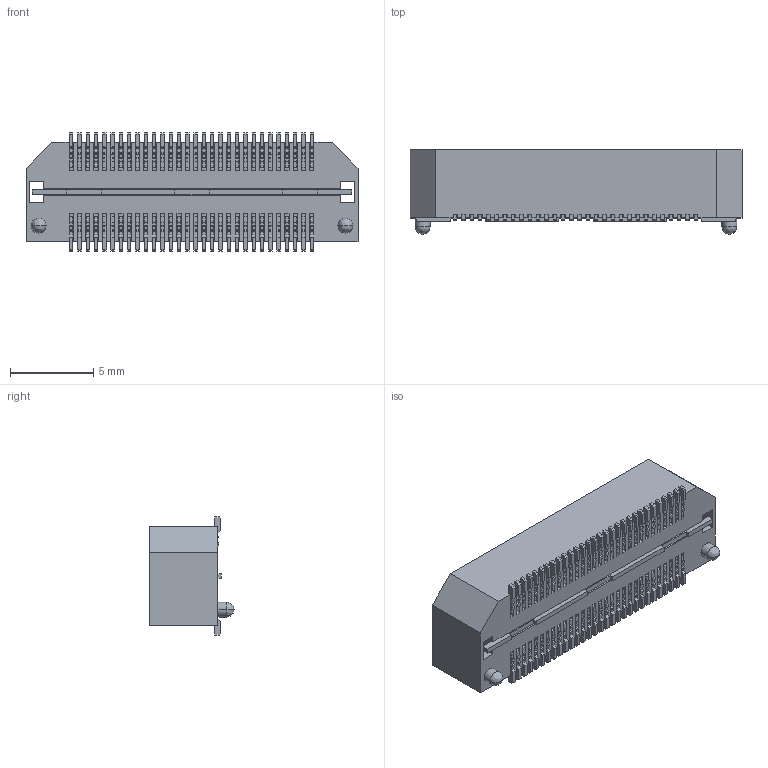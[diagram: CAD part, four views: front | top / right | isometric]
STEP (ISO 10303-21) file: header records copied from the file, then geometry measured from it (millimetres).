
FILE_DESCRIPTION((''),'2;1');
FILE_NAME('FBB05007-M120','2022-05-11T',('工程三'),(''),'PRO/ENGINEER BY PARAMETRIC TECHNOLOGY CORPORATION, 2010280','PRO/ENGINEER BY PARAMETRIC TECHNOLOGY CORPORATION, 2010280','');
FILE_SCHEMA(('CONFIG_CONTROL_DESIGN'));
Products named in the file (1): FBB05007-M120
Bounding box: 20 x 5.07 x 7.11 mm (x, y, z)
Volume: 308.5 mm3; surface area: 1388.1 mm2
Topology: 1 solids, 1 shells, 2348 faces, 7384 edges, 4800 vertices
Faces by surface type: plane 2280, cylinder 64, bspline 4
Entity records: 80358 total; most frequent: ORIENTED_EDGE 14768, CARTESIAN_POINT 14640, DIRECTION 12208, EDGE_CURVE 7384, VECTOR 7248, LINE 7248, VERTEX_POINT 4800, AXIS2_PLACEMENT_3D 2480
